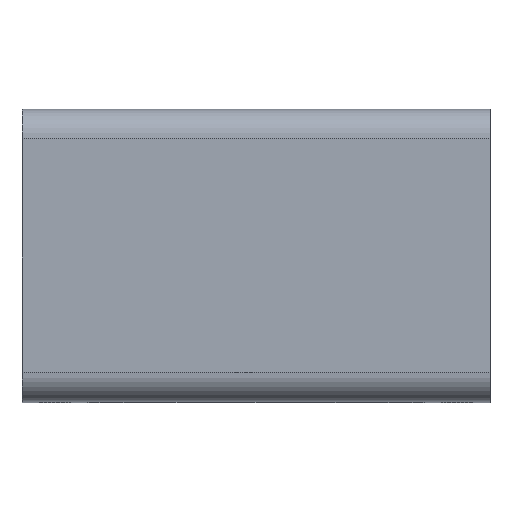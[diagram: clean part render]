
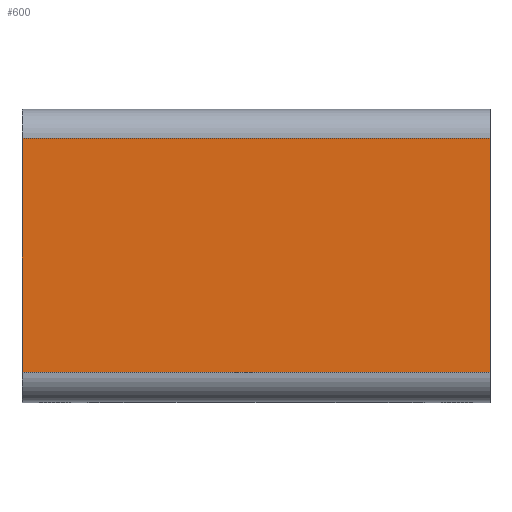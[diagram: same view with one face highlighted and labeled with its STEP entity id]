
A CAD part, top view. The second image highlights one B-rep face of the part: STEP entity #600.
In plain terms, the highlighted planar face has unit normal (0, 0, 1).
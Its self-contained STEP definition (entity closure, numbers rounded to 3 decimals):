
#86=ORIENTED_EDGE('',*,*,#238,.T.);
#87=ORIENTED_EDGE('',*,*,#239,.F.);
#88=ORIENTED_EDGE('',*,*,#240,.F.);
#89=ORIENTED_EDGE('',*,*,#241,.T.);
#238=EDGE_CURVE('',#314,#315,#374,.T.);
#239=EDGE_CURVE('',#316,#315,#375,.T.);
#240=EDGE_CURVE('',#317,#316,#376,.T.);
#241=EDGE_CURVE('',#317,#314,#377,.T.);
#314=VERTEX_POINT('',#910);
#315=VERTEX_POINT('',#911);
#316=VERTEX_POINT('',#913);
#317=VERTEX_POINT('',#915);
#374=LINE('',#909,#406);
#375=LINE('',#912,#407);
#376=LINE('',#914,#408);
#377=LINE('',#916,#409);
#406=VECTOR('',#725,1000.);
#407=VECTOR('',#726,1000.);
#408=VECTOR('',#727,1000.);
#409=VECTOR('',#728,1000.);
#438=EDGE_LOOP('',(#86,#87,#88,#89));
#514=FACE_BOUND('',#438,.T.);
#590=PLANE('',#645);
#600=ADVANCED_FACE('',(#514),#590,.F.);
#645=AXIS2_PLACEMENT_3D('',#908,#723,#724);
#723=DIRECTION('',(0.,0.,-1.));
#724=DIRECTION('',(-1.,0.,0.));
#725=DIRECTION('',(0.,-1.,0.));
#726=DIRECTION('',(-1.,0.,0.));
#727=DIRECTION('',(0.,-1.,0.));
#728=DIRECTION('',(-1.,0.,0.));
#908=CARTESIAN_POINT('',(160.,180.,200.));
#909=CARTESIAN_POINT('',(-160.,180.,200.));
#910=CARTESIAN_POINT('',(-160.,180.,200.));
#911=CARTESIAN_POINT('',(-160.,20.,200.));
#912=CARTESIAN_POINT('',(160.,20.,200.));
#913=CARTESIAN_POINT('',(160.,20.,200.));
#914=CARTESIAN_POINT('',(160.,180.,200.));
#915=CARTESIAN_POINT('',(160.,180.,200.));
#916=CARTESIAN_POINT('',(160.,180.,200.));
